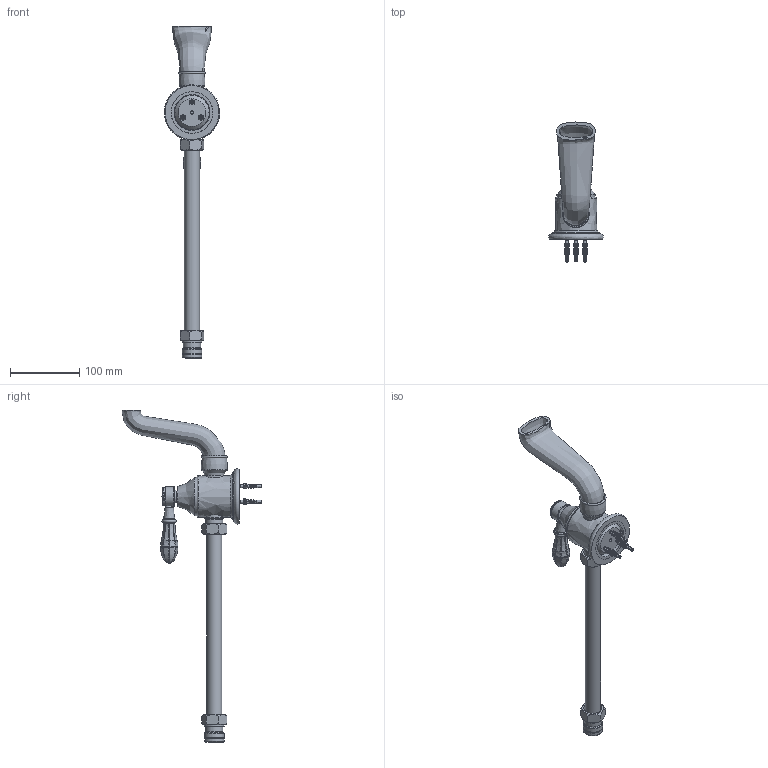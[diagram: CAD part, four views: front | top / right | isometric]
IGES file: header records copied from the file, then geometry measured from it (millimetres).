
Global section: file name: V228-TGB; native system: Autodesk Inventor 2018; preprocessor: unknown; author: aduggalther; date: 20180814.123924; units: millimetre
Bounding box: 79.96 x 202.23 x 480.1 mm (x, y, z)
Volume: 371150.5 mm3; surface area: 195664.3 mm2
Topology: 41 solids, 41 shells, 1749 faces, 5030 edges, 3377 vertices
Faces by surface type: bspline 1749
